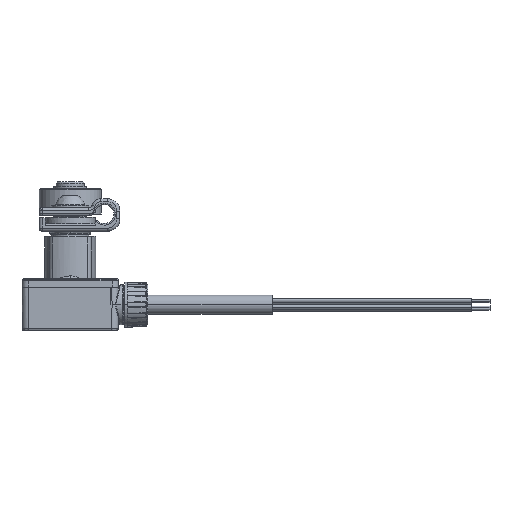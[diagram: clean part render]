
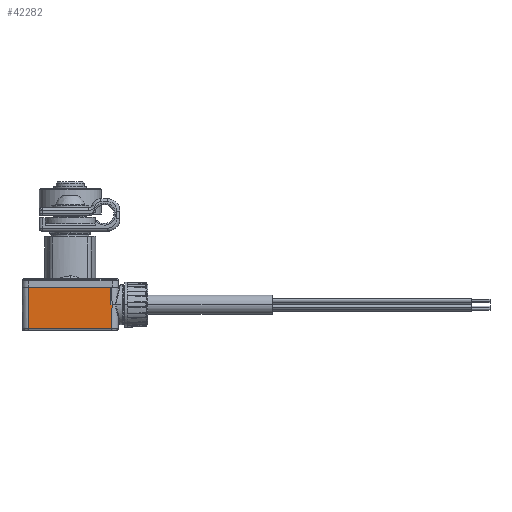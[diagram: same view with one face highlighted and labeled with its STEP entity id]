
A CAD part, front view. The second image highlights one B-rep face of the part: STEP entity #42282.
In plain terms, the highlighted planar face has unit normal (0, -1, -0.009).
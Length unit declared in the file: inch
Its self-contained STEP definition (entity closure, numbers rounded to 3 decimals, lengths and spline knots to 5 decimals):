
#482 = VERTEX_POINT ( 'NONE', #11042 ) ;
#1833 = VECTOR ( 'NONE', #20571, 39.37008 ) ;
#2142 = EDGE_CURVE ( 'NONE', #29359, #20648, #14955, .T. ) ;
#2493 = ORIENTED_EDGE ( 'NONE', *, *, #44001, .F. ) ;
#6044 = AXIS2_PLACEMENT_3D ( 'NONE', #17268, #7656, #46135 ) ;
#6289 = VERTEX_POINT ( 'NONE', #42525 ) ;
#6916 = ORIENTED_EDGE ( 'NONE', *, *, #2142, .F. ) ;
#7656 = DIRECTION ( 'NONE',  ( 0., -1., -0.009 ) ) ;
#8693 = VECTOR ( 'NONE', #43682, 39.37008 ) ;
#9061 = EDGE_CURVE ( 'NONE', #482, #20648, #57934, .T. ) ;
#11042 = CARTESIAN_POINT ( 'NONE',  ( 0.96, -1.70901, -0.49427 ) ) ;
#12094 = VECTOR ( 'NONE', #39364, 39.37008 ) ;
#14955 = LINE ( 'NONE', #33592, #41033 ) ;
#15730 = DIRECTION ( 'NONE',  ( 1., 0., 0. ) ) ;
#17268 = CARTESIAN_POINT ( 'NONE',  ( 1.04331, -1.71358, 0.02953 ) ) ;
#18932 = CARTESIAN_POINT ( 'NONE',  ( -0.09386, -1.70901, -0.49427 ) ) ;
#20078 = CARTESIAN_POINT ( 'NONE',  ( 1.04331, -1.70901, -0.49427 ) ) ;
#20571 = DIRECTION ( 'NONE',  ( 1., 0., 0. ) ) ;
#20648 = VERTEX_POINT ( 'NONE', #45432 ) ;
#21053 = VECTOR ( 'NONE', #30731, 39.37008 ) ;
#25223 = LINE ( 'NONE', #54090, #1833 ) ;
#25760 = CARTESIAN_POINT ( 'NONE',  ( -0.09365, -1.70881, -0.51765 ) ) ;
#27173 = ORIENTED_EDGE ( 'NONE', *, *, #52614, .T. ) ;
#27197 = PLANE ( 'NONE',  #6044 ) ;
#27958 = VERTEX_POINT ( 'NONE', #18932 ) ;
#28800 = CARTESIAN_POINT ( 'NONE',  ( 0.94488, -1.71168, -0.18898 ) ) ;
#29359 = VERTEX_POINT ( 'NONE', #47736 ) ;
#30731 = DIRECTION ( 'NONE',  ( -0.009, -0.009, 1. ) ) ;
#31308 = CARTESIAN_POINT ( 'NONE',  ( 0.94298, -1.71358, 0.02953 ) ) ;
#33592 = CARTESIAN_POINT ( 'NONE',  ( 1.04331, -1.71168, -0.18898 ) ) ;
#35562 = EDGE_LOOP ( 'NONE', ( #2493, #58326, #54115, #46538, #6916, #27173 ) ) ;
#39364 = DIRECTION ( 'NONE',  ( -0.009, -0.009, 1. ) ) ;
#41033 = VECTOR ( 'NONE', #52515, 39.37008 ) ;
#42282 = ADVANCED_FACE ( 'NONE', ( #60717 ), #27197, .T. ) ;
#42525 = CARTESIAN_POINT ( 'NONE',  ( -0.09843, -1.71358, 0.02953 ) ) ;
#43010 = EDGE_CURVE ( 'NONE', #27958, #6289, #49672, .T. ) ;
#43362 = CARTESIAN_POINT ( 'NONE',  ( 0.96266, -1.71168, -0.18898 ) ) ;
#43375 = LINE ( 'NONE', #20078, #59482 ) ;
#43682 = DIRECTION ( 'NONE',  ( 0.009, -0.009, 1. ) ) ;
#44001 = EDGE_CURVE ( 'NONE', #6289, #47939, #25223, .T. ) ;
#45432 = CARTESIAN_POINT ( 'NONE',  ( 0.96266, -1.71168, -0.18898 ) ) ;
#46135 = DIRECTION ( 'NONE',  ( 0., 0.009, -1. ) ) ;
#46538 = ORIENTED_EDGE ( 'NONE', *, *, #9061, .T. ) ;
#47736 = CARTESIAN_POINT ( 'NONE',  ( 0.94488, -1.71168, -0.18898 ) ) ;
#47939 = VERTEX_POINT ( 'NONE', #31308 ) ;
#48355 = LINE ( 'NONE', #28800, #12094 ) ;
#49672 = LINE ( 'NONE', #25760, #21053 ) ;
#49979 = EDGE_CURVE ( 'NONE', #27958, #482, #43375, .T. ) ;
#52515 = DIRECTION ( 'NONE',  ( 1., 0., 0. ) ) ;
#52614 = EDGE_CURVE ( 'NONE', #29359, #47939, #48355, .T. ) ;
#54090 = CARTESIAN_POINT ( 'NONE',  ( 1.10979, -1.71358, 0.02953 ) ) ;
#54115 = ORIENTED_EDGE ( 'NONE', *, *, #49979, .T. ) ;
#57934 = LINE ( 'NONE', #43362, #8693 ) ;
#58326 = ORIENTED_EDGE ( 'NONE', *, *, #43010, .F. ) ;
#59482 = VECTOR ( 'NONE', #15730, 39.37008 ) ;
#60717 = FACE_OUTER_BOUND ( 'NONE', #35562, .T. ) ;
